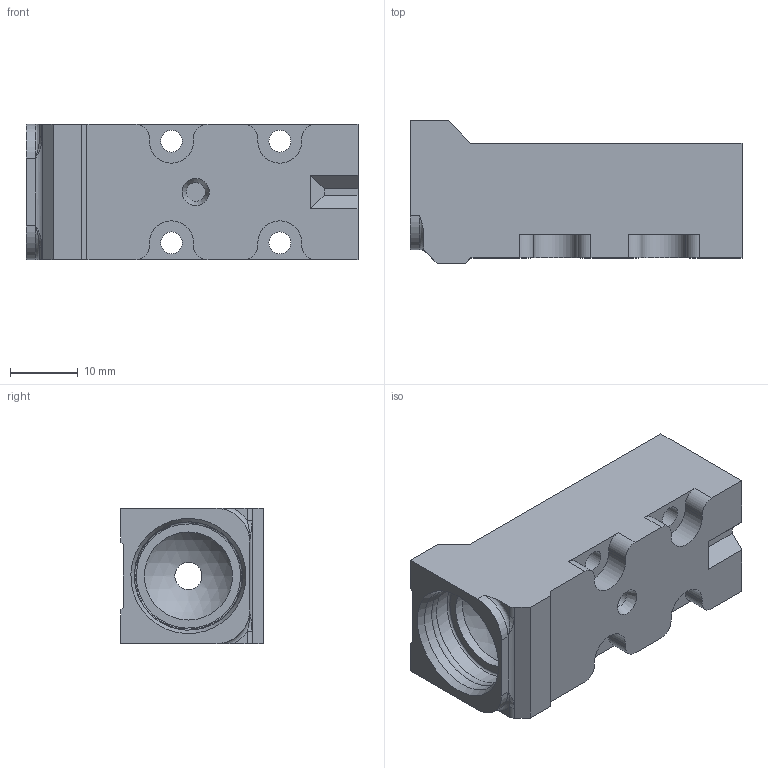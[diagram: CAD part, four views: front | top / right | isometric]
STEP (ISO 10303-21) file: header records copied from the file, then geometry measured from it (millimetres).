
FILE_DESCRIPTION(/* description */ (''),/* implementation_level */ '2;1');
FILE_NAME(/* name */ 'Z-Joint.stp',/* time_stamp */ '2021-09-01T03:56:30+02:00',/* author */ ('Rama'),/* organization */ (''),/* preprocessor_version */ 'ST-DEVELOPER v18.1',/* originating_system */ 'Autodesk Inventor 2021',/* authorisation */ '');
FILE_SCHEMA (('AUTOMOTIVE_DESIGN { 1 0 10303 214 3 1 1 }'));
Length unit declared in the file: millimetre
Products named in the file (1): Z-Joint-Normal
Bounding box: 49 x 21.05 x 20 mm (x, y, z)
Volume: 13889.8 mm3; surface area: 5899.9 mm2
Topology: 1 solids, 1 shells, 73 faces, 201 edges, 133 vertices
Faces by surface type: plane 36, cylinder 26, bspline 4, torus 4, cone 2, sphere 1
Full cylindrical faces by diameter (mm): 2.8 x1, 3.2 x4, 4 x1, 13 x1, 16 x2
Entity records: 2554 total; most frequent: CARTESIAN_POINT 564, ORIENTED_EDGE 402, DIRECTION 400, EDGE_CURVE 201, AXIS2_PLACEMENT_3D 139, VERTEX_POINT 133, LINE 122, VECTOR 122
